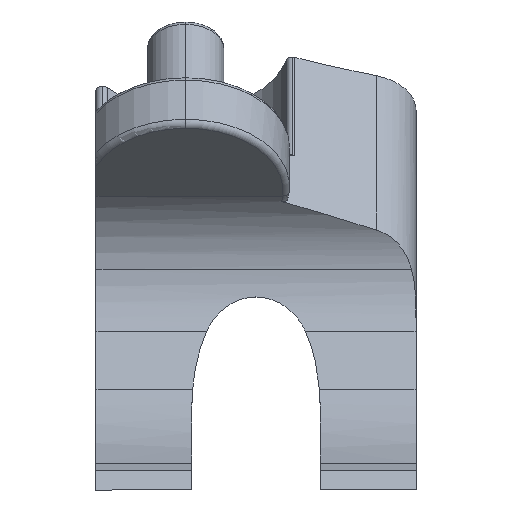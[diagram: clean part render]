
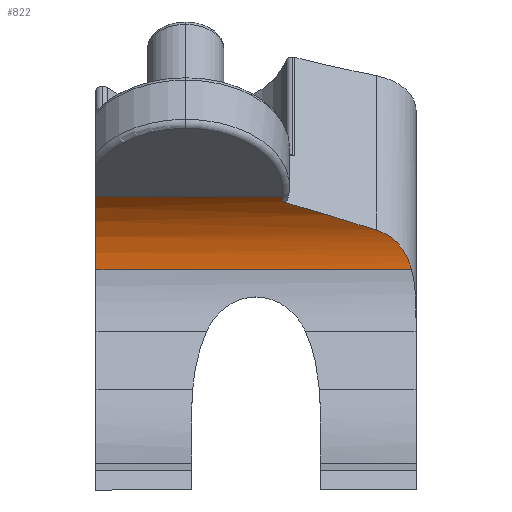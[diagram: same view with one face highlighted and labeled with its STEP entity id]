
A CAD part, front view. The second image highlights one B-rep face of the part: STEP entity #822.
In plain terms, the highlighted cylindrical face has radius 15 mm (diameter 30 mm), a partial arc.
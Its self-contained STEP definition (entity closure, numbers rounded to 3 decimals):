
#124 = ORIENTED_EDGE ( 'NONE', *, *, #2299, .T. ) ;
#276 = CARTESIAN_POINT ( 'NONE',  ( 57.594, 17.744, 0.774 ) ) ;
#289 = CARTESIAN_POINT ( 'NONE',  ( 39.143, 13.139, 8.411 ) ) ;
#400 = CARTESIAN_POINT ( 'NONE',  ( 51.316, 16.495, 4.141 ) ) ;
#480 = B_SPLINE_CURVE_WITH_KNOTS ( 'NONE', 3,
 ( #919, #400, #3436, #1500, #2045, #975 ),
 .UNSPECIFIED., .F., .F.,
 ( 4, 2, 4 ),
 ( 0.007, 0.014, 0.022 ),
 .UNSPECIFIED. ) ;
#517 = DIRECTION ( 'NONE',  ( -1., 0., 0. ) ) ;
#543 = CARTESIAN_POINT ( 'NONE',  ( 55.148, 17.076, 2.843 ) ) ;
#599 = CARTESIAN_POINT ( 'NONE',  ( 10., 12.817, 8.681 ) ) ;
#685 = AXIS2_PLACEMENT_3D ( 'NONE', #984, #708, #1823 ) ;
#708 = DIRECTION ( 'NONE',  ( -1., 0., 0. ) ) ;
#718 = AXIS2_PLACEMENT_3D ( 'NONE', #2770, #1152, #3263 ) ;
#764 = ORIENTED_EDGE ( 'NONE', *, *, #2027, .F. ) ;
#772 = CARTESIAN_POINT ( 'NONE',  ( 56.877, 17.525, 1.568 ) ) ;
#822 = ADVANCED_FACE ( 'NONE', ( #3053 ), #3013, .F. ) ;
#848 = CARTESIAN_POINT ( 'NONE',  ( 59.102, 18.163, -2.105 ) ) ;
#854 = VERTEX_POINT ( 'NONE', #3523 ) ;
#919 = CARTESIAN_POINT ( 'NONE',  ( 53.801, 16.846, 3.364 ) ) ;
#933 = VERTEX_POINT ( 'NONE', #2548 ) ;
#938 = CARTESIAN_POINT ( 'NONE',  ( 39.179, 12.817, 8.681 ) ) ;
#975 = CARTESIAN_POINT ( 'NONE',  ( 39.011, 13.741, 7.838 ) ) ;
#984 = CARTESIAN_POINT ( 'NONE',  ( 10., 3.176, -2.81 ) ) ;
#1084 = CARTESIAN_POINT ( 'NONE',  ( 39.087, 13.447, 8.13 ) ) ;
#1102 = CARTESIAN_POINT ( 'NONE',  ( 59.213, 18.176, -2.458 ) ) ;
#1120 = CARTESIAN_POINT ( 'NONE',  ( 56.339, 17.373, 2.038 ) ) ;
#1138 = CARTESIAN_POINT ( 'NONE',  ( 39.179, 12.817, 8.681 ) ) ;
#1150 = EDGE_CURVE ( 'NONE', #1746, #2701, #3048, .T. ) ;
#1152 = DIRECTION ( 'NONE',  ( -1., 0., 0. ) ) ;
#1164 = EDGE_LOOP ( 'NONE', ( #1413, #764, #1474, #2308, #2636, #124 ) ) ;
#1200 = VERTEX_POINT ( 'NONE', #1908 ) ;
#1319 = CARTESIAN_POINT ( 'NONE',  ( 57.811, 17.813, 0.485 ) ) ;
#1363 = CARTESIAN_POINT ( 'NONE',  ( 10., 12.817, 8.681 ) ) ;
#1371 = CARTESIAN_POINT ( 'NONE',  ( 58.208, 17.936, -0.122 ) ) ;
#1386 = CARTESIAN_POINT ( 'NONE',  ( 58.848, 18.115, -1.419 ) ) ;
#1409 = CARTESIAN_POINT ( 'NONE',  ( 39.011, 13.741, 7.838 ) ) ;
#1413 = ORIENTED_EDGE ( 'NONE', *, *, #3036, .F. ) ;
#1426 = B_SPLINE_CURVE_WITH_KNOTS ( 'NONE', 3,
 ( #2169, #3003, #543, #1638, #1120, #772, #1916, #276, #1319, #1371, #2461, #3541, #1386, #848, #1102, #2189 ),
 .UNSPECIFIED., .F., .F.,
 ( 4, 2, 2, 2, 2, 2, 2, 4 ),
 ( 0., 0.002, 0.003, 0.004, 0.005, 0.007, 0.008, 0.009 ),
 .UNSPECIFIED. ) ;
#1474 = ORIENTED_EDGE ( 'NONE', *, *, #1774, .T. ) ;
#1483 = CARTESIAN_POINT ( 'NONE',  ( 10., 18.176, -2.81 ) ) ;
#1500 = CARTESIAN_POINT ( 'NONE',  ( 43.913, 15.042, 6.41 ) ) ;
#1638 = CARTESIAN_POINT ( 'NONE',  ( 56.05, 17.296, 2.257 ) ) ;
#1746 = VERTEX_POINT ( 'NONE', #938 ) ;
#1774 = EDGE_CURVE ( 'NONE', #933, #3462, #480, .T. ) ;
#1823 = DIRECTION ( 'NONE',  ( 0., 1., 0. ) ) ;
#1904 = B_SPLINE_CURVE_WITH_KNOTS ( 'NONE', 3,
 ( #1138, #289, #1084, #1409 ),
 .UNSPECIFIED., .F., .F.,
 ( 4, 4 ),
 ( 0., 0.001 ),
 .UNSPECIFIED. ) ;
#1908 = CARTESIAN_POINT ( 'NONE',  ( 59.308, 18.176, -2.81 ) ) ;
#1916 = CARTESIAN_POINT ( 'NONE',  ( 57.128, 17.6, 1.315 ) ) ;
#2027 = EDGE_CURVE ( 'NONE', #933, #1200, #1426, .T. ) ;
#2045 = CARTESIAN_POINT ( 'NONE',  ( 41.456, 14.442, 7.142 ) ) ;
#2076 = VECTOR ( 'NONE', #3092, 1000. ) ;
#2095 = CARTESIAN_POINT ( 'NONE',  ( 39.011, 13.741, 7.838 ) ) ;
#2169 = CARTESIAN_POINT ( 'NONE',  ( 53.801, 16.846, 3.364 ) ) ;
#2189 = CARTESIAN_POINT ( 'NONE',  ( 59.308, 18.176, -2.81 ) ) ;
#2299 = EDGE_CURVE ( 'NONE', #2701, #854, #3327, .T. ) ;
#2308 = ORIENTED_EDGE ( 'NONE', *, *, #3520, .F. ) ;
#2461 = CARTESIAN_POINT ( 'NONE',  ( 58.386, 17.99, -0.436 ) ) ;
#2537 = LINE ( 'NONE', #1483, #2076 ) ;
#2548 = CARTESIAN_POINT ( 'NONE',  ( 53.801, 16.846, 3.364 ) ) ;
#2636 = ORIENTED_EDGE ( 'NONE', *, *, #1150, .T. ) ;
#2701 = VERTEX_POINT ( 'NONE', #599 ) ;
#2770 = CARTESIAN_POINT ( 'NONE',  ( 10., 3.176, -2.81 ) ) ;
#3003 = CARTESIAN_POINT ( 'NONE',  ( 54.499, 16.945, 3.145 ) ) ;
#3013 = CYLINDRICAL_SURFACE ( 'NONE', #718, 15. ) ;
#3036 = EDGE_CURVE ( 'NONE', #1200, #854, #2537, .T. ) ;
#3048 = LINE ( 'NONE', #1363, #3246 ) ;
#3053 = FACE_OUTER_BOUND ( 'NONE', #1164, .T. ) ;
#3092 = DIRECTION ( 'NONE',  ( -1., 0., 0. ) ) ;
#3246 = VECTOR ( 'NONE', #517, 1000. ) ;
#3263 = DIRECTION ( 'NONE',  ( 0., 1., 0. ) ) ;
#3327 = CIRCLE ( 'NONE', #685, 15. ) ;
#3436 = CARTESIAN_POINT ( 'NONE',  ( 48.842, 16.069, 4.91 ) ) ;
#3462 = VERTEX_POINT ( 'NONE', #2095 ) ;
#3520 = EDGE_CURVE ( 'NONE', #1746, #3462, #1904, .T. ) ;
#3523 = CARTESIAN_POINT ( 'NONE',  ( 10., 18.176, -2.81 ) ) ;
#3541 = CARTESIAN_POINT ( 'NONE',  ( 58.706, 18.08, -1.085 ) ) ;
